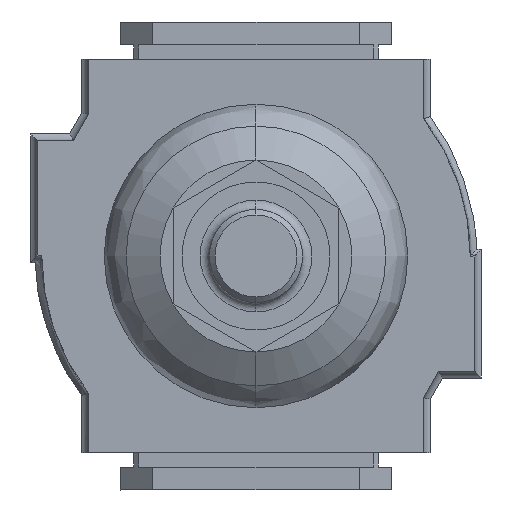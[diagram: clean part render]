
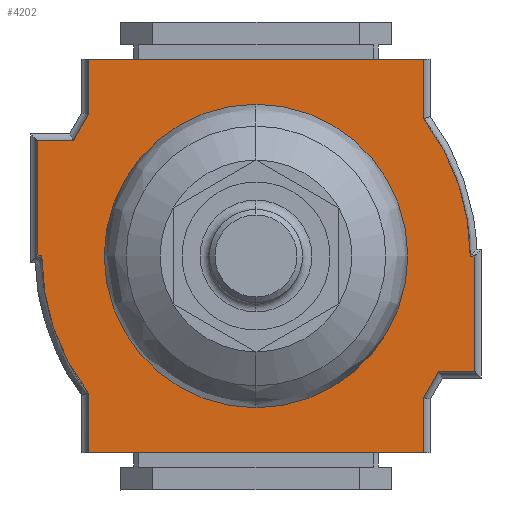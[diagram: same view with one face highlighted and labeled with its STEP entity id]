
A CAD part, front view. The second image highlights one B-rep face of the part: STEP entity #4202.
In plain terms, the highlighted face is planar.
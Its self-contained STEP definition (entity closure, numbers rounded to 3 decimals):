
#44 = CARTESIAN_POINT ( 'NONE',  ( -18., 30.9, -15.2 ) ) ;
#70 = DIRECTION ( 'NONE',  ( 0., 0., 1. ) ) ;
#287 = CARTESIAN_POINT ( 'NONE',  ( 23.5, 30.9, 12.4 ) ) ;
#309 = EDGE_CURVE ( 'NONE', #4329, #1802, #1833, .T. ) ;
#311 = EDGE_CURVE ( 'NONE', #1747, #1028, #4984, .T. ) ;
#331 = CIRCLE ( 'NONE', #2338, 24.2 ) ;
#377 = FACE_OUTER_BOUND ( 'NONE', #5131, .T. ) ;
#412 = ORIENTED_EDGE ( 'NONE', *, *, #311, .F. ) ;
#494 = DIRECTION ( 'NONE',  ( 1., 0., 0. ) ) ;
#508 = DIRECTION ( 'NONE',  ( 0.496, 0., -0.868 ) ) ;
#566 = ORIENTED_EDGE ( 'NONE', *, *, #309, .F. ) ;
#649 = EDGE_CURVE ( 'NONE', #3020, #4693, #873, .T. ) ;
#655 = CARTESIAN_POINT ( 'NONE',  ( 18., 30.9, -21.125 ) ) ;
#665 = CARTESIAN_POINT ( 'NONE',  ( 23., 30.9, 0. ) ) ;
#783 = DIRECTION ( 'NONE',  ( 1., 0., 0. ) ) ;
#799 = CARTESIAN_POINT ( 'NONE',  ( -1.2, 30.9, 0. ) ) ;
#873 = LINE ( 'NONE', #925, #1565 ) ;
#875 = ORIENTED_EDGE ( 'NONE', *, *, #1820, .F. ) ;
#925 = CARTESIAN_POINT ( 'NONE',  ( -23., 30.9, 0. ) ) ;
#977 = ORIENTED_EDGE ( 'NONE', *, *, #1968, .F. ) ;
#1028 = VERTEX_POINT ( 'NONE', #1318 ) ;
#1064 = LINE ( 'NONE', #3838, #4810 ) ;
#1075 = LINE ( 'NONE', #655, #3140 ) ;
#1083 = CARTESIAN_POINT ( 'NONE',  ( -18., 30.9, 21.125 ) ) ;
#1153 = VECTOR ( 'NONE', #5650, 1000. ) ;
#1171 = VECTOR ( 'NONE', #5803, 1000. ) ;
#1218 = DIRECTION ( 'NONE',  ( -1., 0., 0. ) ) ;
#1244 = LINE ( 'NONE', #3413, #1153 ) ;
#1308 = EDGE_CURVE ( 'NONE', #5133, #4689, #1064, .T. ) ;
#1318 = CARTESIAN_POINT ( 'NONE',  ( -19.6, 30.9, -12.4 ) ) ;
#1377 = DIRECTION ( 'NONE',  ( 0., 0., -1. ) ) ;
#1522 = ORIENTED_EDGE ( 'NONE', *, *, #3072, .F. ) ;
#1535 = EDGE_CURVE ( 'NONE', #4147, #5133, #4506, .T. ) ;
#1548 = ORIENTED_EDGE ( 'NONE', *, *, #4723, .F. ) ;
#1565 = VECTOR ( 'NONE', #4967, 1000. ) ;
#1641 = CARTESIAN_POINT ( 'NONE',  ( 19.6, 30.9, 12.4 ) ) ;
#1728 = CARTESIAN_POINT ( 'NONE',  ( -23., 30.9, 0. ) ) ;
#1732 = AXIS2_PLACEMENT_3D ( 'NONE', #799, #4500, #5354 ) ;
#1747 = VERTEX_POINT ( 'NONE', #2400 ) ;
#1797 = CARTESIAN_POINT ( 'NONE',  ( 18., 30.9, 15.2 ) ) ;
#1802 = VERTEX_POINT ( 'NONE', #3804 ) ;
#1813 = EDGE_CURVE ( 'NONE', #4089, #3175, #5592, .T. ) ;
#1820 = EDGE_CURVE ( 'NONE', #4197, #4147, #4362, .T. ) ;
#1832 = VECTOR ( 'NONE', #494, 1000. ) ;
#1833 = LINE ( 'NONE', #44, #3060 ) ;
#1853 = DIRECTION ( 'NONE',  ( 0., 0., 1. ) ) ;
#1856 = EDGE_CURVE ( 'NONE', #4693, #1747, #1244, .T. ) ;
#1895 = ORIENTED_EDGE ( 'NONE', *, *, #2360, .F. ) ;
#1962 = ORIENTED_EDGE ( 'NONE', *, *, #3512, .F. ) ;
#1968 = EDGE_CURVE ( 'NONE', #3175, #2502, #3983, .T. ) ;
#1987 = ORIENTED_EDGE ( 'NONE', *, *, #2819, .F. ) ;
#1995 = DIRECTION ( 'NONE',  ( 0., -1., 0. ) ) ;
#2015 = CARTESIAN_POINT ( 'NONE',  ( 19.6, 30.9, 12.4 ) ) ;
#2029 = VERTEX_POINT ( 'NONE', #3791 ) ;
#2091 = ORIENTED_EDGE ( 'NONE', *, *, #649, .F. ) ;
#2241 = EDGE_CURVE ( 'NONE', #2029, #2308, #1075, .T. ) ;
#2308 = VERTEX_POINT ( 'NONE', #3098 ) ;
#2323 = VECTOR ( 'NONE', #508, 1000. ) ;
#2338 = AXIS2_PLACEMENT_3D ( 'NONE', #4695, #1995, #5632 ) ;
#2360 = EDGE_CURVE ( 'NONE', #2308, #4197, #4289, .T. ) ;
#2400 = CARTESIAN_POINT ( 'NONE',  ( -23.5, 30.9, -12.4 ) ) ;
#2502 = VERTEX_POINT ( 'NONE', #3690 ) ;
#2571 = ORIENTED_EDGE ( 'NONE', *, *, #2241, .F. ) ;
#2682 = ORIENTED_EDGE ( 'NONE', *, *, #1813, .F. ) ;
#2714 = DIRECTION ( 'NONE',  ( 0., 0., 1. ) ) ;
#2762 = CARTESIAN_POINT ( 'NONE',  ( 23.5, 30.9, 0. ) ) ;
#2777 = CARTESIAN_POINT ( 'NONE',  ( -19.6, 30.9, -12.4 ) ) ;
#2811 = VECTOR ( 'NONE', #2714, 1000. ) ;
#2819 = EDGE_CURVE ( 'NONE', #4689, #5231, #3415, .T. ) ;
#2905 = DIRECTION ( 'NONE',  ( -1., 0., 0. ) ) ;
#3020 = VERTEX_POINT ( 'NONE', #1728 ) ;
#3060 = VECTOR ( 'NONE', #1377, 1000. ) ;
#3072 = EDGE_CURVE ( 'NONE', #1028, #4329, #3223, .T. ) ;
#3098 = CARTESIAN_POINT ( 'NONE',  ( 18., 30.9, -14.731 ) ) ;
#3104 = CARTESIAN_POINT ( 'NONE',  ( 23.5, 30.9, 0. ) ) ;
#3127 = VECTOR ( 'NONE', #70, 1000. ) ;
#3140 = VECTOR ( 'NONE', #5700, 1000. ) ;
#3175 = VERTEX_POINT ( 'NONE', #1083 ) ;
#3176 = CARTESIAN_POINT ( 'NONE',  ( 0., 30.9, 0. ) ) ;
#3211 = VECTOR ( 'NONE', #5729, 1000. ) ;
#3223 = LINE ( 'NONE', #2777, #2323 ) ;
#3266 = LINE ( 'NONE', #3868, #3127 ) ;
#3396 = LINE ( 'NONE', #3786, #3211 ) ;
#3413 = CARTESIAN_POINT ( 'NONE',  ( -23.5, 30.9, 0. ) ) ;
#3415 = LINE ( 'NONE', #2015, #5361 ) ;
#3512 = EDGE_CURVE ( 'NONE', #2502, #3020, #331, .T. ) ;
#3594 = AXIS2_PLACEMENT_3D ( 'NONE', #3176, #5815, #1853 ) ;
#3629 = PLANE ( 'NONE',  #3594 ) ;
#3633 = CARTESIAN_POINT ( 'NONE',  ( -23.5, 30.9, -12.4 ) ) ;
#3690 = CARTESIAN_POINT ( 'NONE',  ( -18., 30.9, 14.731 ) ) ;
#3786 = CARTESIAN_POINT ( 'NONE',  ( -18., 30.9, -21.125 ) ) ;
#3791 = CARTESIAN_POINT ( 'NONE',  ( 18., 30.9, -21.125 ) ) ;
#3804 = CARTESIAN_POINT ( 'NONE',  ( -18., 30.9, -21.125 ) ) ;
#3838 = CARTESIAN_POINT ( 'NONE',  ( 23.5, 30.9, 12.4 ) ) ;
#3868 = CARTESIAN_POINT ( 'NONE',  ( 18., 30.9, 15.2 ) ) ;
#3967 = CARTESIAN_POINT ( 'NONE',  ( 18., 30.9, 21.125 ) ) ;
#3983 = LINE ( 'NONE', #5371, #1171 ) ;
#4089 = VERTEX_POINT ( 'NONE', #3967 ) ;
#4147 = VERTEX_POINT ( 'NONE', #2762 ) ;
#4197 = VERTEX_POINT ( 'NONE', #5352 ) ;
#4202 = ADVANCED_FACE ( 'NONE', ( #377 ), #3629, .T. ) ;
#4289 = CIRCLE ( 'NONE', #1732, 24.2 ) ;
#4329 = VERTEX_POINT ( 'NONE', #4841 ) ;
#4362 = LINE ( 'NONE', #665, #5261 ) ;
#4500 = DIRECTION ( 'NONE',  ( 0., -1., 0. ) ) ;
#4506 = LINE ( 'NONE', #3104, #2811 ) ;
#4560 = ORIENTED_EDGE ( 'NONE', *, *, #4990, .F. ) ;
#4632 = ORIENTED_EDGE ( 'NONE', *, *, #1535, .F. ) ;
#4680 = CARTESIAN_POINT ( 'NONE',  ( 18., 30.9, 21.125 ) ) ;
#4689 = VERTEX_POINT ( 'NONE', #1641 ) ;
#4693 = VERTEX_POINT ( 'NONE', #5255 ) ;
#4695 = CARTESIAN_POINT ( 'NONE',  ( 1.2, 30.9, 0. ) ) ;
#4723 = EDGE_CURVE ( 'NONE', #5231, #4089, #3266, .T. ) ;
#4779 = DIRECTION ( 'NONE',  ( -0.496, 0., 0.868 ) ) ;
#4810 = VECTOR ( 'NONE', #2905, 1000. ) ;
#4841 = CARTESIAN_POINT ( 'NONE',  ( -18., 30.9, -15.2 ) ) ;
#4967 = DIRECTION ( 'NONE',  ( -1., 0., 0. ) ) ;
#4984 = LINE ( 'NONE', #3633, #1832 ) ;
#4990 = EDGE_CURVE ( 'NONE', #1802, #2029, #3396, .T. ) ;
#5131 = EDGE_LOOP ( 'NONE', ( #875, #1895, #2571, #4560, #566, #1522, #412, #5742, #2091, #1962, #977, #2682, #1548, #1987, #5847, #4632 ) ) ;
#5133 = VERTEX_POINT ( 'NONE', #287 ) ;
#5231 = VERTEX_POINT ( 'NONE', #1797 ) ;
#5255 = CARTESIAN_POINT ( 'NONE',  ( -23.5, 30.9, 0. ) ) ;
#5261 = VECTOR ( 'NONE', #783, 1000. ) ;
#5352 = CARTESIAN_POINT ( 'NONE',  ( 23., 30.9, 0. ) ) ;
#5354 = DIRECTION ( 'NONE',  ( 1., 0., 0. ) ) ;
#5361 = VECTOR ( 'NONE', #4779, 1000. ) ;
#5371 = CARTESIAN_POINT ( 'NONE',  ( -18., 30.9, 21.125 ) ) ;
#5453 = VECTOR ( 'NONE', #1218, 1000. ) ;
#5592 = LINE ( 'NONE', #4680, #5453 ) ;
#5632 = DIRECTION ( 'NONE',  ( -1., 0., 0. ) ) ;
#5650 = DIRECTION ( 'NONE',  ( 0., 0., -1. ) ) ;
#5700 = DIRECTION ( 'NONE',  ( 0., 0., 1. ) ) ;
#5729 = DIRECTION ( 'NONE',  ( 1., 0., 0. ) ) ;
#5742 = ORIENTED_EDGE ( 'NONE', *, *, #1856, .F. ) ;
#5803 = DIRECTION ( 'NONE',  ( 0., 0., -1. ) ) ;
#5815 = DIRECTION ( 'NONE',  ( 0., 1., 0. ) ) ;
#5847 = ORIENTED_EDGE ( 'NONE', *, *, #1308, .F. ) ;
